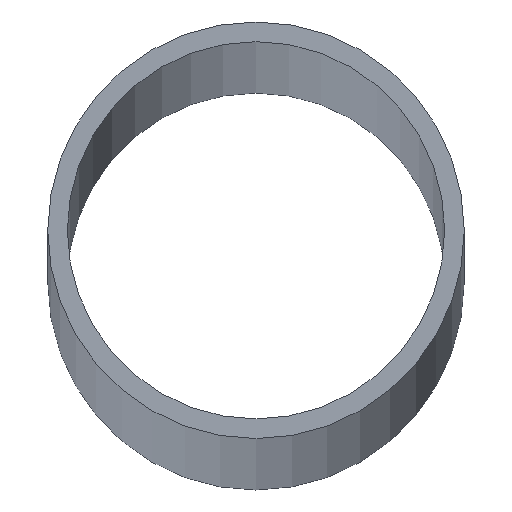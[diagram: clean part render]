
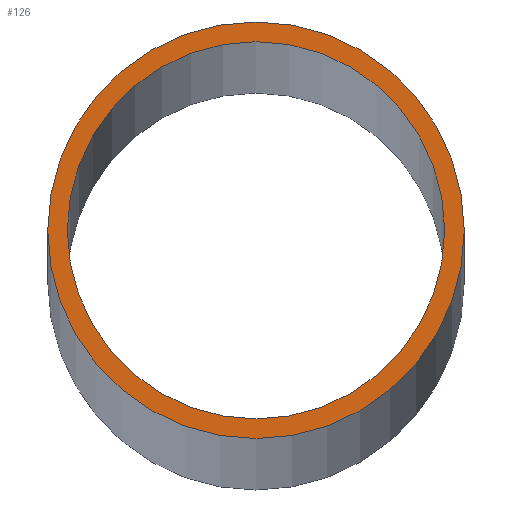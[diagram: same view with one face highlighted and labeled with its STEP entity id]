
A CAD part, top view. The second image highlights one B-rep face of the part: STEP entity #126.
In plain terms, the highlighted planar face has unit normal (0, 0, 1).
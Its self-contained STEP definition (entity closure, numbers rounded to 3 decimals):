
#7 = PLANE ( 'NONE',  #14 ) ;
#11 = CIRCLE ( 'NONE', #201, 21.2 ) ;
#12 = ORIENTED_EDGE ( 'NONE', *, *, #18, .T. ) ;
#13 = DIRECTION ( 'NONE',  ( 1., 0., 0. ) ) ;
#14 = AXIS2_PLACEMENT_3D ( 'NONE', #52, #65, #193 ) ;
#15 = DIRECTION ( 'NONE',  ( 0., 0., 1. ) ) ;
#17 = VERTEX_POINT ( 'NONE', #155 ) ;
#18 = EDGE_CURVE ( 'NONE', #180, #103, #211, .T. ) ;
#21 = FACE_BOUND ( 'NONE', #196, .T. ) ;
#23 = VERTEX_POINT ( 'NONE', #31 ) ;
#26 = EDGE_CURVE ( 'NONE', #17, #23, #191, .T. ) ;
#28 = DIRECTION ( 'NONE',  ( 1., 0., 0. ) ) ;
#31 = CARTESIAN_POINT ( 'NONE',  ( -19.2, 0., 3000. ) ) ;
#34 = CARTESIAN_POINT ( 'NONE',  ( 21.2, 0., 3000. ) ) ;
#52 = CARTESIAN_POINT ( 'NONE',  ( 0., 0., 3000. ) ) ;
#53 = DIRECTION ( 'NONE',  ( 1., 0., 0. ) ) ;
#65 = DIRECTION ( 'NONE',  ( 0., 0., 1. ) ) ;
#67 = DIRECTION ( 'NONE',  ( 0., 0., 1. ) ) ;
#74 = EDGE_CURVE ( 'NONE', #103, #180, #11, .T. ) ;
#84 = CARTESIAN_POINT ( 'NONE',  ( 0., 0., 3000. ) ) ;
#95 = CARTESIAN_POINT ( 'NONE',  ( 0., 0., 3000. ) ) ;
#100 = ORIENTED_EDGE ( 'NONE', *, *, #118, .F. ) ;
#101 = AXIS2_PLACEMENT_3D ( 'NONE', #84, #67, #53 ) ;
#103 = VERTEX_POINT ( 'NONE', #34 ) ;
#104 = AXIS2_PLACEMENT_3D ( 'NONE', #95, #150, #153 ) ;
#117 = ORIENTED_EDGE ( 'NONE', *, *, #26, .F. ) ;
#118 = EDGE_CURVE ( 'NONE', #23, #17, #124, .T. ) ;
#121 = EDGE_LOOP ( 'NONE', ( #12, #122 ) ) ;
#122 = ORIENTED_EDGE ( 'NONE', *, *, #74, .T. ) ;
#123 = CARTESIAN_POINT ( 'NONE',  ( 0., 0., 3000. ) ) ;
#124 = CIRCLE ( 'NONE', #101, 19.2 ) ;
#126 = ADVANCED_FACE ( 'NONE', ( #146, #21 ), #7, .T. ) ;
#146 = FACE_OUTER_BOUND ( 'NONE', #121, .T. ) ;
#150 = DIRECTION ( 'NONE',  ( 0., 0., 1. ) ) ;
#153 = DIRECTION ( 'NONE',  ( 1., 0., 0. ) ) ;
#155 = CARTESIAN_POINT ( 'NONE',  ( 19.2, 0., 3000. ) ) ;
#175 = CARTESIAN_POINT ( 'NONE',  ( -21.2, 0., 3000. ) ) ;
#180 = VERTEX_POINT ( 'NONE', #175 ) ;
#190 = DIRECTION ( 'NONE',  ( 0., 0., 1. ) ) ;
#191 = CIRCLE ( 'NONE', #104, 19.2 ) ;
#193 = DIRECTION ( 'NONE',  ( 1., 0., 0. ) ) ;
#196 = EDGE_LOOP ( 'NONE', ( #100, #117 ) ) ;
#200 = AXIS2_PLACEMENT_3D ( 'NONE', #123, #190, #28 ) ;
#201 = AXIS2_PLACEMENT_3D ( 'NONE', #212, #15, #13 ) ;
#211 = CIRCLE ( 'NONE', #200, 21.2 ) ;
#212 = CARTESIAN_POINT ( 'NONE',  ( 0., 0., 3000. ) ) ;
